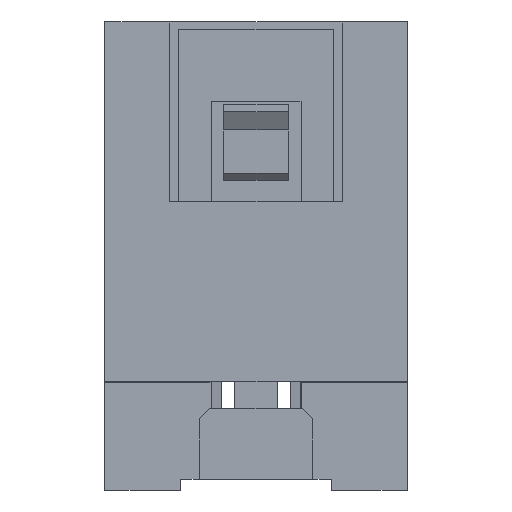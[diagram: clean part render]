
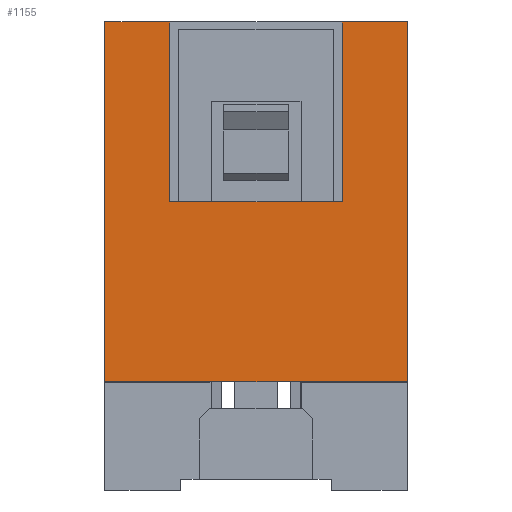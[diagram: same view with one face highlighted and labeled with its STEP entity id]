
A CAD part, left-side view. The second image highlights one B-rep face of the part: STEP entity #1155.
In plain terms, the highlighted planar face has unit normal (-1, 0, 0).
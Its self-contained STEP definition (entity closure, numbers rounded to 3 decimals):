
#1155 = ADVANCED_FACE( '', ( #2459 ), #2460, .T. );
#2459 = FACE_OUTER_BOUND( '', #4060, .T. );
#2460 = PLANE( '', #4061 );
#4060 = EDGE_LOOP( '', ( #6816, #6817, #6818, #6819, #6820, #6821, #6822, #6823 ) );
#4061 = AXIS2_PLACEMENT_3D( '', #6824, #6825, #6826 );
#6816 = ORIENTED_EDGE( '', *, *, #11160, .T. );
#6817 = ORIENTED_EDGE( '', *, *, #11161, .T. );
#6818 = ORIENTED_EDGE( '', *, *, #11162, .T. );
#6819 = ORIENTED_EDGE( '', *, *, #11119, .F. );
#6820 = ORIENTED_EDGE( '', *, *, #11163, .F. );
#6821 = ORIENTED_EDGE( '', *, *, #11164, .T. );
#6822 = ORIENTED_EDGE( '', *, *, #11165, .T. );
#6823 = ORIENTED_EDGE( '', *, *, #11166, .F. );
#6824 = CARTESIAN_POINT( '', ( -21.71, -4.2, -5. ) );
#6825 = DIRECTION( '', ( -1., 0., 0. ) );
#6826 = DIRECTION( '', ( 0., 0., 1. ) );
#11119 = EDGE_CURVE( '', #13798, #13799, #13800, .T. );
#11160 = EDGE_CURVE( '', #13859, #13860, #13861, .T. );
#11161 = EDGE_CURVE( '', #13860, #13862, #13863, .T. );
#11162 = EDGE_CURVE( '', #13862, #13799, #13864, .T. );
#11163 = EDGE_CURVE( '', #13865, #13798, #13866, .T. );
#11164 = EDGE_CURVE( '', #13865, #13867, #13868, .T. );
#11165 = EDGE_CURVE( '', #13867, #13869, #13870, .T. );
#11166 = EDGE_CURVE( '', #13859, #13869, #13871, .T. );
#13798 = VERTEX_POINT( '', #17531 );
#13799 = VERTEX_POINT( '', #17532 );
#13800 = LINE( '', #17533, #17534 );
#13859 = VERTEX_POINT( '', #17621 );
#13860 = VERTEX_POINT( '', #17622 );
#13861 = LINE( '', #17623, #17624 );
#13862 = VERTEX_POINT( '', #17625 );
#13863 = LINE( '', #17626, #17627 );
#13864 = LINE( '', #17628, #17629 );
#13865 = VERTEX_POINT( '', #17630 );
#13866 = LINE( '', #17631, #17632 );
#13867 = VERTEX_POINT( '', #17633 );
#13868 = LINE( '', #17634, #17635 );
#13869 = VERTEX_POINT( '', #17636 );
#13870 = LINE( '', #17637, #17638 );
#13871 = LINE( '', #17639, #17640 );
#17531 = CARTESIAN_POINT( '', ( -21.71, 4.2, -5. ) );
#17532 = CARTESIAN_POINT( '', ( -21.71, 4.2, 5. ) );
#17533 = CARTESIAN_POINT( '', ( -21.71, 4.2, -5. ) );
#17534 = VECTOR( '', #20426, 1000. );
#17621 = CARTESIAN_POINT( '', ( -21.71, -2.4, 0. ) );
#17622 = CARTESIAN_POINT( '', ( -21.71, 2.4, 0. ) );
#17623 = CARTESIAN_POINT( '', ( -21.71, -2.4, 0. ) );
#17624 = VECTOR( '', #20458, 1000. );
#17625 = CARTESIAN_POINT( '', ( -21.71, 2.4, 5. ) );
#17626 = CARTESIAN_POINT( '', ( -21.71, 2.4, 0. ) );
#17627 = VECTOR( '', #20459, 1000. );
#17628 = CARTESIAN_POINT( '', ( -21.71, -4.2, 5. ) );
#17629 = VECTOR( '', #20460, 1000. );
#17630 = CARTESIAN_POINT( '', ( -21.71, -4.2, -5. ) );
#17631 = CARTESIAN_POINT( '', ( -21.71, -4.2, -5. ) );
#17632 = VECTOR( '', #20461, 1000. );
#17633 = CARTESIAN_POINT( '', ( -21.71, -4.2, 5. ) );
#17634 = CARTESIAN_POINT( '', ( -21.71, -4.2, -5. ) );
#17635 = VECTOR( '', #20462, 1000. );
#17636 = CARTESIAN_POINT( '', ( -21.71, -2.4, 5. ) );
#17637 = CARTESIAN_POINT( '', ( -21.71, -4.2, 5. ) );
#17638 = VECTOR( '', #20463, 1000. );
#17639 = CARTESIAN_POINT( '', ( -21.71, -2.4, 0. ) );
#17640 = VECTOR( '', #20464, 1000. );
#20426 = DIRECTION( '', ( 0., 0., 1. ) );
#20458 = DIRECTION( '', ( 0., 1., 0. ) );
#20459 = DIRECTION( '', ( 0., 0., 1. ) );
#20460 = DIRECTION( '', ( 0., 1., 0. ) );
#20461 = DIRECTION( '', ( 0., 1., 0. ) );
#20462 = DIRECTION( '', ( 0., 0., 1. ) );
#20463 = DIRECTION( '', ( 0., 1., 0. ) );
#20464 = DIRECTION( '', ( 0., 0., 1. ) );
